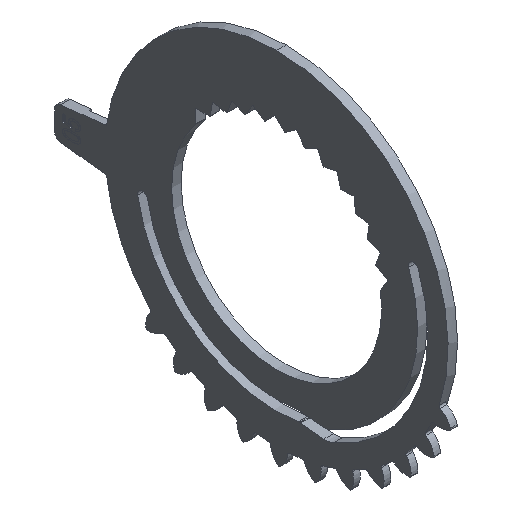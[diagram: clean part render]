
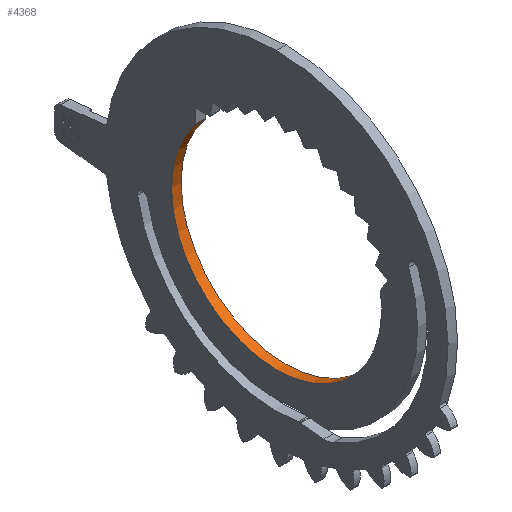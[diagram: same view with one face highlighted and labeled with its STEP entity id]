
A CAD part, isometric view. The second image highlights one B-rep face of the part: STEP entity #4368.
In plain terms, the highlighted cylindrical face has radius 15.5 mm (diameter 31 mm), a partial arc.
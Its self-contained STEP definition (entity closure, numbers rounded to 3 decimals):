
#284 = CARTESIAN_POINT ( 'NONE',  ( 1.4, 0., 0. ) ) ;
#470 = AXIS2_PLACEMENT_3D ( 'NONE', #284, #4861, #3132 ) ;
#539 = CARTESIAN_POINT ( 'NONE',  ( 1.4, 11.96, 9.859 ) ) ;
#935 = DIRECTION ( 'NONE',  ( -1., 0., 0. ) ) ;
#938 = CARTESIAN_POINT ( 'NONE',  ( 1.4, -15.33, 2.291 ) ) ;
#1860 = CYLINDRICAL_SURFACE ( 'NONE', #5650, 15.5 ) ;
#2303 = CIRCLE ( 'NONE', #5535, 15.5 ) ;
#2498 = CIRCLE ( 'NONE', #470, 15.5 ) ;
#2797 = DIRECTION ( 'NONE',  ( 1., 0., 0. ) ) ;
#3038 = EDGE_CURVE ( 'NONE', #6572, #6338, #6441, .T. ) ;
#3132 = DIRECTION ( 'NONE',  ( 0., 0., -1. ) ) ;
#3197 = VECTOR ( 'NONE', #935, 1000. ) ;
#3358 = DIRECTION ( 'NONE',  ( 0., 0., -1. ) ) ;
#3418 = ORIENTED_EDGE ( 'NONE', *, *, #5284, .T. ) ;
#3421 = EDGE_LOOP ( 'NONE', ( #5163, #3418, #4538, #6064 ) ) ;
#4368 = ADVANCED_FACE ( 'NONE', ( #5875 ), #1860, .F. ) ;
#4470 = CARTESIAN_POINT ( 'NONE',  ( 1.4, 11.96, 9.859 ) ) ;
#4538 = ORIENTED_EDGE ( 'NONE', *, *, #7011, .T. ) ;
#4557 = VERTEX_POINT ( 'NONE', #6549 ) ;
#4603 = CARTESIAN_POINT ( 'NONE',  ( 0., 0., 0. ) ) ;
#4722 = CARTESIAN_POINT ( 'NONE',  ( 1.4, 0., 0. ) ) ;
#4861 = DIRECTION ( 'NONE',  ( 1., 0., 0. ) ) ;
#5074 = LINE ( 'NONE', #539, #5167 ) ;
#5163 = ORIENTED_EDGE ( 'NONE', *, *, #3038, .F. ) ;
#5167 = VECTOR ( 'NONE', #6318, 1000. ) ;
#5272 = DIRECTION ( 'NONE',  ( -1., 0., 0. ) ) ;
#5284 = EDGE_CURVE ( 'NONE', #6572, #7156, #2498, .T. ) ;
#5421 = CARTESIAN_POINT ( 'NONE',  ( 1.4, -15.33, 2.291 ) ) ;
#5535 = AXIS2_PLACEMENT_3D ( 'NONE', #4603, #2797, #3358 ) ;
#5650 = AXIS2_PLACEMENT_3D ( 'NONE', #4722, #5272, #6363 ) ;
#5665 = CARTESIAN_POINT ( 'NONE',  ( 0., -15.33, 2.291 ) ) ;
#5875 = FACE_OUTER_BOUND ( 'NONE', #3421, .T. ) ;
#6064 = ORIENTED_EDGE ( 'NONE', *, *, #6974, .F. ) ;
#6318 = DIRECTION ( 'NONE',  ( -1., 0., 0. ) ) ;
#6338 = VERTEX_POINT ( 'NONE', #5665 ) ;
#6363 = DIRECTION ( 'NONE',  ( 0., 0., 1. ) ) ;
#6441 = LINE ( 'NONE', #5421, #3197 ) ;
#6549 = CARTESIAN_POINT ( 'NONE',  ( 0., 11.96, 9.859 ) ) ;
#6572 = VERTEX_POINT ( 'NONE', #938 ) ;
#6974 = EDGE_CURVE ( 'NONE', #6338, #4557, #2303, .T. ) ;
#7011 = EDGE_CURVE ( 'NONE', #7156, #4557, #5074, .T. ) ;
#7156 = VERTEX_POINT ( 'NONE', #4470 ) ;
